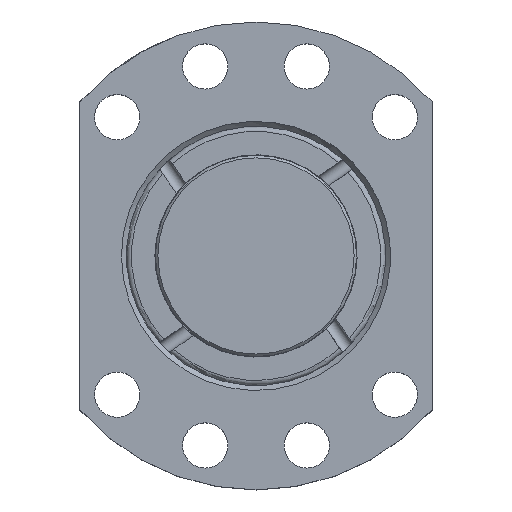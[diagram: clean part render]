
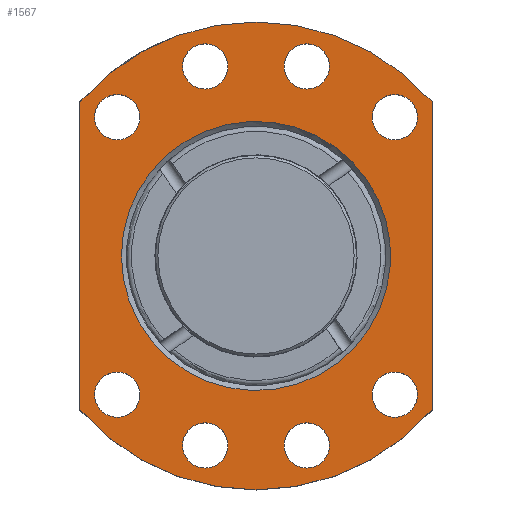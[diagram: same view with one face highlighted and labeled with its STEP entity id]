
A CAD part, top view. The second image highlights one B-rep face of the part: STEP entity #1567.
In plain terms, the highlighted planar face has unit normal (0, 0, 1).
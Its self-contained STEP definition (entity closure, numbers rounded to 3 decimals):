
#74=LINE('',#2822,#150);
#75=LINE('',#2823,#151);
#150=VECTOR('',#2059,1000.);
#151=VECTOR('',#2060,1000.);
#198=PLANE('',#1734);
#487=ORIENTED_EDGE('',*,*,#892,.T.);
#488=ORIENTED_EDGE('',*,*,#887,.F.);
#489=ORIENTED_EDGE('',*,*,#893,.T.);
#490=ORIENTED_EDGE('',*,*,#883,.F.);
#491=ORIENTED_EDGE('',*,*,#894,.T.);
#492=ORIENTED_EDGE('',*,*,#895,.T.);
#493=ORIENTED_EDGE('',*,*,#896,.T.);
#494=ORIENTED_EDGE('',*,*,#897,.T.);
#495=ORIENTED_EDGE('',*,*,#898,.T.);
#496=ORIENTED_EDGE('',*,*,#899,.T.);
#497=ORIENTED_EDGE('',*,*,#900,.T.);
#498=ORIENTED_EDGE('',*,*,#901,.T.);
#499=ORIENTED_EDGE('',*,*,#902,.T.);
#883=EDGE_CURVE('',#1063,#1064,#1155,.T.);
#887=EDGE_CURVE('',#1067,#1068,#1157,.T.);
#892=EDGE_CURVE('',#1072,#1072,#1159,.T.);
#893=EDGE_CURVE('',#1067,#1064,#74,.T.);
#894=EDGE_CURVE('',#1063,#1068,#75,.T.);
#895=EDGE_CURVE('',#1073,#1073,#1160,.T.);
#896=EDGE_CURVE('',#1074,#1074,#1161,.T.);
#897=EDGE_CURVE('',#1075,#1075,#1162,.T.);
#898=EDGE_CURVE('',#1076,#1076,#1163,.T.);
#899=EDGE_CURVE('',#1077,#1077,#1164,.T.);
#900=EDGE_CURVE('',#1078,#1078,#1165,.T.);
#901=EDGE_CURVE('',#1079,#1079,#1166,.T.);
#902=EDGE_CURVE('',#1080,#1080,#1167,.T.);
#1063=VERTEX_POINT('',#2791);
#1064=VERTEX_POINT('',#2792);
#1067=VERTEX_POINT('',#2800);
#1068=VERTEX_POINT('',#2801);
#1072=VERTEX_POINT('',#2821);
#1073=VERTEX_POINT('',#2825);
#1074=VERTEX_POINT('',#2827);
#1075=VERTEX_POINT('',#2829);
#1076=VERTEX_POINT('',#2831);
#1077=VERTEX_POINT('',#2833);
#1078=VERTEX_POINT('',#2835);
#1079=VERTEX_POINT('',#2837);
#1080=VERTEX_POINT('',#2839);
#1155=CIRCLE('',#1729,46.5);
#1157=CIRCLE('',#1732,46.5);
#1159=CIRCLE('',#1735,26.75);
#1160=CIRCLE('',#1736,4.5);
#1161=CIRCLE('',#1737,4.5);
#1162=CIRCLE('',#1738,4.5);
#1163=CIRCLE('',#1739,4.5);
#1164=CIRCLE('',#1740,4.5);
#1165=CIRCLE('',#1741,4.5);
#1166=CIRCLE('',#1742,4.5);
#1167=CIRCLE('',#1743,4.5);
#1240=EDGE_LOOP('',(#487));
#1241=EDGE_LOOP('',(#488,#489,#490,#491));
#1242=EDGE_LOOP('',(#492));
#1243=EDGE_LOOP('',(#493));
#1244=EDGE_LOOP('',(#494));
#1245=EDGE_LOOP('',(#495));
#1246=EDGE_LOOP('',(#496));
#1247=EDGE_LOOP('',(#497));
#1248=EDGE_LOOP('',(#498));
#1249=EDGE_LOOP('',(#499));
#1388=FACE_BOUND('',#1240,.T.);
#1389=FACE_BOUND('',#1241,.T.);
#1390=FACE_BOUND('',#1242,.T.);
#1391=FACE_BOUND('',#1243,.T.);
#1392=FACE_BOUND('',#1244,.T.);
#1393=FACE_BOUND('',#1245,.T.);
#1394=FACE_BOUND('',#1246,.T.);
#1395=FACE_BOUND('',#1247,.T.);
#1396=FACE_BOUND('',#1248,.T.);
#1397=FACE_BOUND('',#1249,.T.);
#1567=ADVANCED_FACE('',(#1388,#1389,#1390,#1391,#1392,#1393,#1394,#1395,
#1396,#1397),#198,.T.);
#1729=AXIS2_PLACEMENT_3D('',#2790,#2041,#2042);
#1732=AXIS2_PLACEMENT_3D('',#2799,#2049,#2050);
#1734=AXIS2_PLACEMENT_3D('',#2819,#2055,#2056);
#1735=AXIS2_PLACEMENT_3D('',#2820,#2057,#2058);
#1736=AXIS2_PLACEMENT_3D('',#2824,#2061,#2062);
#1737=AXIS2_PLACEMENT_3D('',#2826,#2063,#2064);
#1738=AXIS2_PLACEMENT_3D('',#2828,#2065,#2066);
#1739=AXIS2_PLACEMENT_3D('',#2830,#2067,#2068);
#1740=AXIS2_PLACEMENT_3D('',#2832,#2069,#2070);
#1741=AXIS2_PLACEMENT_3D('',#2834,#2071,#2072);
#1742=AXIS2_PLACEMENT_3D('',#2836,#2073,#2074);
#1743=AXIS2_PLACEMENT_3D('',#2838,#2075,#2076);
#2041=DIRECTION('',(0.,0.,-1.));
#2042=DIRECTION('',(-1.,0.,0.));
#2049=DIRECTION('',(0.,0.,-1.));
#2050=DIRECTION('',(-1.,0.,0.));
#2055=DIRECTION('',(0.,0.,1.));
#2056=DIRECTION('',(1.,0.,0.));
#2057=DIRECTION('',(0.,0.,-1.));
#2058=DIRECTION('',(-1.,0.,0.));
#2059=DIRECTION('',(0.,-1.,0.));
#2060=DIRECTION('',(0.,1.,0.));
#2061=DIRECTION('',(0.,0.,-1.));
#2062=DIRECTION('',(-1.,0.,0.));
#2063=DIRECTION('',(0.,0.,-1.));
#2064=DIRECTION('',(-1.,0.,0.));
#2065=DIRECTION('',(0.,0.,-1.));
#2066=DIRECTION('',(-1.,0.,0.));
#2067=DIRECTION('',(0.,0.,-1.));
#2068=DIRECTION('',(-1.,0.,0.));
#2069=DIRECTION('',(0.,0.,-1.));
#2070=DIRECTION('',(-1.,0.,0.));
#2071=DIRECTION('',(0.,0.,-1.));
#2072=DIRECTION('',(-1.,0.,0.));
#2073=DIRECTION('',(0.,0.,-1.));
#2074=DIRECTION('',(-1.,0.,0.));
#2075=DIRECTION('',(0.,0.,-1.));
#2076=DIRECTION('',(-1.,0.,0.));
#2790=CARTESIAN_POINT('',(0.,0.,105.));
#2791=CARTESIAN_POINT('',(35.,-30.615,105.));
#2792=CARTESIAN_POINT('',(-35.,-30.615,105.));
#2799=CARTESIAN_POINT('',(0.,0.,105.));
#2800=CARTESIAN_POINT('',(-35.,30.615,105.));
#2801=CARTESIAN_POINT('',(35.,30.615,105.));
#2819=CARTESIAN_POINT('',(0.,46.5,105.));
#2820=CARTESIAN_POINT('',(0.,0.,105.));
#2821=CARTESIAN_POINT('',(-26.75,0.,105.));
#2822=CARTESIAN_POINT('',(-35.,51.5,105.));
#2823=CARTESIAN_POINT('',(35.,-51.5,105.));
#2824=CARTESIAN_POINT('',(-10.094,37.671,105.));
#2825=CARTESIAN_POINT('',(-14.594,37.671,105.));
#2826=CARTESIAN_POINT('',(-27.577,27.577,105.));
#2827=CARTESIAN_POINT('',(-32.077,27.577,105.));
#2828=CARTESIAN_POINT('',(27.577,-27.577,105.));
#2829=CARTESIAN_POINT('',(23.077,-27.577,105.));
#2830=CARTESIAN_POINT('',(10.094,-37.671,105.));
#2831=CARTESIAN_POINT('',(5.594,-37.671,105.));
#2832=CARTESIAN_POINT('',(-10.094,-37.671,105.));
#2833=CARTESIAN_POINT('',(-14.594,-37.671,105.));
#2834=CARTESIAN_POINT('',(-27.577,-27.577,105.));
#2835=CARTESIAN_POINT('',(-32.077,-27.577,105.));
#2836=CARTESIAN_POINT('',(10.094,37.671,105.));
#2837=CARTESIAN_POINT('',(5.594,37.671,105.));
#2838=CARTESIAN_POINT('',(27.577,27.577,105.));
#2839=CARTESIAN_POINT('',(23.077,27.577,105.));
